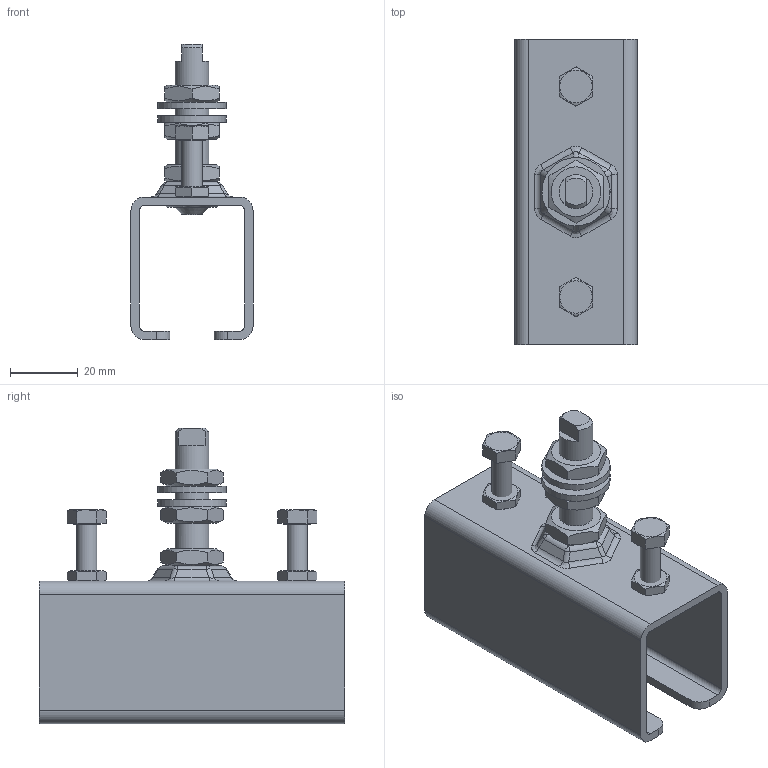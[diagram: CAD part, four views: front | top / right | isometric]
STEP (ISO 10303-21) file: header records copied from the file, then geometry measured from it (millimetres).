
FILE_DESCRIPTION(/* description */ (''),/* implementation_level */ '2;1');
FILE_NAME(/* name */ '3531MC.stp',/* time_stamp */ '2020-02-26T14:32:40+01:00',/* author */ ('DBARI'),/* organization */ (''),/* preprocessor_version */ 'ST-DEVELOPER v17.2',/* originating_system */ 'Autodesk Inventor 2019',/* authorisation */ '');
FILE_SCHEMA (('AUTOMOTIVE_DESIGN { 1 0 10303 214 3 1 1 }'));
Length unit declared in the file: millimetre
Products named in the file (7): 3531MC; 15301; 04510; 14973-A; 13581; ISO 4035 - M10; 06004
Assembly tree (12 placements, depth 2):
  3531MC
    15301
    04510  x2
    14973-A
    13581  x2
    ISO 4035 - M10  x4
    06004  x2
Bounding box: 36 x 90 x 87 mm (x, y, z)
Volume: 38907.7 mm3; surface area: 31879 mm2
Topology: 12 solids, 12 shells, 199 faces, 487 edges, 317 vertices
Faces by surface type: plane 99, cylinder 60, cone 26, bspline 6, sphere 6, torus 2
Full cylindrical faces by diameter (mm): 4.917 x4, 6 x2, 8 x2, 8.376 x4, 10 x1, 10.4 x2, 10.5 x1, 20.1 x2
Entity records: 4360 total; most frequent: CARTESIAN_POINT 943, DIRECTION 697, ORIENTED_EDGE 640, EDGE_CURVE 320, AXIS2_PLACEMENT_3D 272, VERTEX_POINT 205, LINE 153, VECTOR 153
